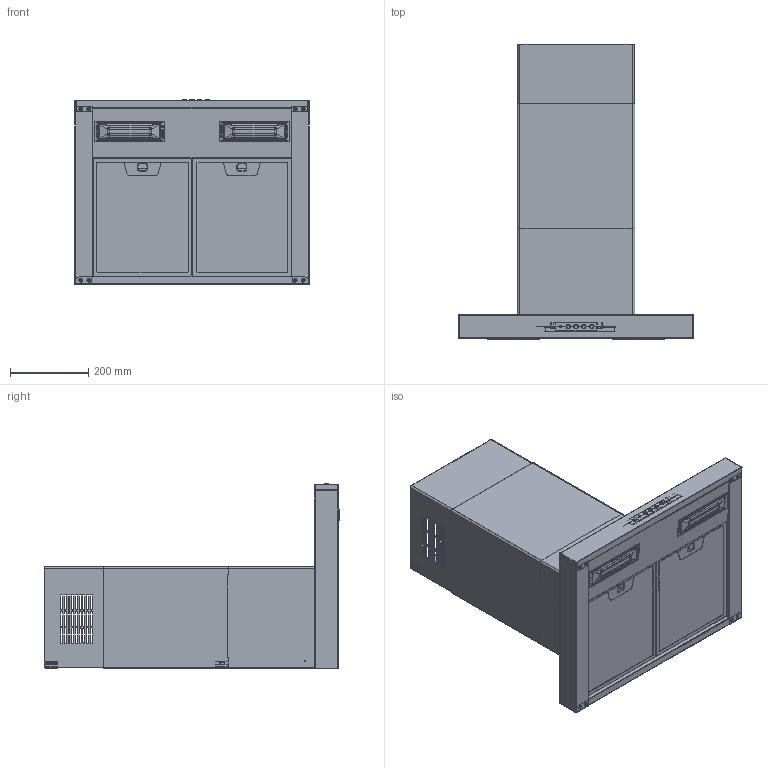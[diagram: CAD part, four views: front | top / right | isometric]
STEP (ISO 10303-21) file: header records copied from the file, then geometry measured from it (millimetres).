
FILE_DESCRIPTION((''),'2;1');
FILE_NAME('AQ4_737_ASM','2012-09-05T',('SF073'),(''),'PRO/ENGINEER BY PARAMETRIC TECHNOLOGY CORPORATION, 2010280','PRO/ENGINEER BY PARAMETRIC TECHNOLOGY CORPORATION, 2010280','');
FILE_SCHEMA(('CONFIG_CONTROL_DESIGN'));
Products named in the file (22): AQ4_002; AQ4_007; AP8_015; RIVETTO_TC_30_50; AQ4_711_ASM; K21_001; K21_702; K21_002; CME_BLOCCHETTO_6VIE; CME_BLOCCHETTO_6_VIE_NERO; K21_003; CME_GEMMA_SIGNALUX_D6; K21_710_D10_ASM; AQ4_017; A39_054; CWA_000B; CWA_400I; A08_072; AP8_715_ASM; FIA_027; AQ4_716_ASM; AQ4_737_ASM
Assembly tree (33 placements, depth 3):
  AQ4_737_ASM
    AQ4_711_ASM
      AQ4_002
      AQ4_007
      AP8_015
      RIVETTO_TC_30_50  x10
    K21_710_D10_ASM
      K21_001
      K21_702
      K21_002
      CME_BLOCCHETTO_6VIE
      CME_BLOCCHETTO_6_VIE_NERO
      K21_003
      CME_GEMMA_SIGNALUX_D6
    AQ4_017
    A39_054  x2
    AP8_715_ASM
      CWA_000B
      CWA_400I
      A08_072  x2
    AQ4_716_ASM
      FIA_027  x2
Bounding box: 598 x 753.7 x 472.95 mm (x, y, z)
Volume: 1724659.4 mm3; surface area: 3591265.4 mm2
Topology: 30 solids, 31 shells, 6375 faces, 16529 edges, 10390 vertices
Faces by surface type: plane 4056, cylinder 1562, bspline 241, torus 239, cone 211, sphere 66
Entity records: 189264 total; most frequent: CARTESIAN_POINT 46714, ORIENTED_EDGE 29926, DIRECTION 28834, EDGE_CURVE 14967, VECTOR 10876, LINE 10876, VERTEX_POINT 9437, AXIS2_PLACEMENT_3D 8979
